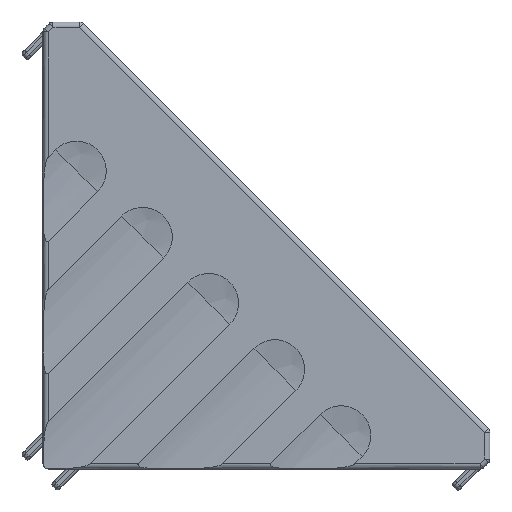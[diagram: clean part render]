
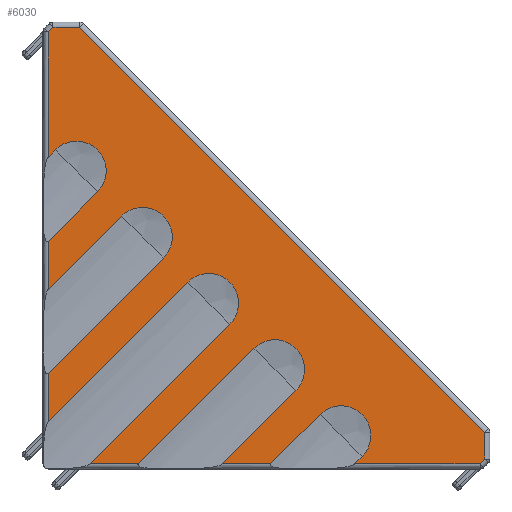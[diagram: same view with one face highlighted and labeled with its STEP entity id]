
A CAD part, left-side view. The second image highlights one B-rep face of the part: STEP entity #6030.
In plain terms, the highlighted planar face has unit normal (-1, 0, 0).
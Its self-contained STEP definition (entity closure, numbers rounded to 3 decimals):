
#4774=CARTESIAN_POINT('',(-88.0,-1.,9.08));
#4775=VERTEX_POINT('',#4774);
#4791=CARTESIAN_POINT('',(-88.0,-1.,18.376));
#4792=VERTEX_POINT('',#4791);
#4793=CARTESIAN_POINT('',(-88.0,-1.,18.376));
#4794=DIRECTION('',(0.0,0.0,-1.0));
#4795=VECTOR('',#4794,9.297);
#4796=LINE('',#4793,#4795);
#4797=EDGE_CURVE('',#4792,#4775,#4796,.T.);
#4799=CARTESIAN_POINT('',(-88.0,-1.,34.535));
#4800=VERTEX_POINT('',#4799);
#4837=CARTESIAN_POINT('',(-88.0,-1.,43.832));
#4838=VERTEX_POINT('',#4837);
#4839=CARTESIAN_POINT('',(-88.0,-1.,43.832));
#4840=DIRECTION('',(0.0,0.0,-1.0));
#4841=VECTOR('',#4840,9.297);
#4842=LINE('',#4839,#4841);
#4843=EDGE_CURVE('',#4838,#4800,#4842,.T.);
#4845=CARTESIAN_POINT('',(-88.0,-1.,59.991));
#4846=VERTEX_POINT('',#4845);
#4883=CARTESIAN_POINT('',(-88.0,-1.,84.086));
#4884=VERTEX_POINT('',#4883);
#4885=CARTESIAN_POINT('',(-88.0,-1.,59.991));
#4886=DIRECTION('',(0.0,0.0,1.0));
#4887=VECTOR('',#4886,24.094);
#4888=LINE('',#4885,#4887);
#4889=EDGE_CURVE('',#4846,#4884,#4888,.T.);
#5667=CARTESIAN_POINT('',(-88.0,-1.914,85.));
#5668=VERTEX_POINT('',#5667);
#5700=CARTESIAN_POINT('',(-88.0,-7.086,85.0));
#5701=VERTEX_POINT('',#5700);
#5732=CARTESIAN_POINT('',(-88.0,-1.914,85.));
#5733=DIRECTION('',(0.0,-1.0,0.0));
#5734=VECTOR('',#5733,5.172);
#5735=LINE('',#5732,#5734);
#5736=EDGE_CURVE('',#5668,#5701,#5735,.T.);
#5774=CARTESIAN_POINT('',(-88.0,-1.,84.086));
#5775=DIRECTION('',(0.0,-0.707,0.707));
#5776=VECTOR('',#5775,1.293);
#5777=LINE('',#5774,#5776);
#5778=EDGE_CURVE('',#4884,#5668,#5777,.T.);
#5821=CARTESIAN_POINT('',(-88.0,-10.485,53.317));
#5822=VERTEX_POINT('',#5821);
#5823=CARTESIAN_POINT('',(-88.0,-10.485,53.317));
#5824=DIRECTION('',(0.0,0.707,-0.707));
#5825=VECTOR('',#5824,13.413);
#5826=LINE('',#5823,#5825);
#5827=EDGE_CURVE('',#5822,#4838,#5826,.T.);
#5829=CARTESIAN_POINT('',(-88.0,-2.405,61.396));
#5830=VERTEX_POINT('',#5829);
#5838=CARTESIAN_POINT('',(-88.0,-1.,59.991));
#5839=DIRECTION('',(0.0,-0.707,0.707));
#5840=VECTOR('',#5839,1.987);
#5841=LINE('',#5838,#5840);
#5842=EDGE_CURVE('',#4846,#5830,#5841,.T.);
#5853=CARTESIAN_POINT('',(-88.0,-23.213,40.589));
#5854=VERTEX_POINT('',#5853);
#5855=CARTESIAN_POINT('',(-88.0,-23.213,40.589));
#5856=DIRECTION('',(0.0,0.707,-0.707));
#5857=VECTOR('',#5856,31.413);
#5858=LINE('',#5855,#5857);
#5859=EDGE_CURVE('',#5854,#4792,#5858,.T.);
#5861=CARTESIAN_POINT('',(-88.0,-15.133,48.668));
#5862=VERTEX_POINT('',#5861);
#5870=CARTESIAN_POINT('',(-88.0,-1.,34.535));
#5871=DIRECTION('',(0.0,-0.707,0.707));
#5872=VECTOR('',#5871,19.987);
#5873=LINE('',#5870,#5872);
#5874=EDGE_CURVE('',#4800,#5862,#5873,.T.);
#5879=CARTESIAN_POINT('',(-88.0,-43.913,4.279));
#5880=DIRECTION('',(1.0,0.0,0.0));
#5881=DIRECTION('',(0.0,0.0,-1.0));
#5882=AXIS2_PLACEMENT_3D('',#5879,#5880,#5881);
#5883=PLANE('',#5882);
#5884=CARTESIAN_POINT('',(-88.0,-85.0,7.086));
#5885=VERTEX_POINT('',#5884);
#5886=CARTESIAN_POINT('',(-88.0,-7.086,85.0));
#5887=DIRECTION('',(0.0,-0.707,-0.707));
#5888=VECTOR('',#5887,110.187);
#5889=LINE('',#5886,#5888);
#5890=EDGE_CURVE('',#5701,#5885,#5889,.T.);
#5891=ORIENTED_EDGE('',*,*,#5890,.F.);
#5892=ORIENTED_EDGE('',*,*,#5736,.F.);
#5893=ORIENTED_EDGE('',*,*,#5778,.F.);
#5894=ORIENTED_EDGE('',*,*,#4889,.F.);
#5895=ORIENTED_EDGE('',*,*,#5842,.T.);
#5896=CARTESIAN_POINT('',(-88.0,-6.445,57.357));
#5897=DIRECTION('',(1.0,0.0,0.0));
#5898=DIRECTION('',(0.0,0.0,-1.0));
#5899=AXIS2_PLACEMENT_3D('',#5896,#5897,#5898);
#5900=CIRCLE('',#5899,5.713);
#5901=EDGE_CURVE('',#5830,#5822,#5900,.T.);
#5902=ORIENTED_EDGE('',*,*,#5901,.T.);
#5903=ORIENTED_EDGE('',*,*,#5827,.T.);
#5904=ORIENTED_EDGE('',*,*,#4843,.T.);
#5905=ORIENTED_EDGE('',*,*,#5874,.T.);
#5906=CARTESIAN_POINT('',(-88.0,-19.173,44.629));
#5907=DIRECTION('',(1.0,0.0,0.0));
#5908=DIRECTION('',(0.0,0.0,-1.0));
#5909=AXIS2_PLACEMENT_3D('',#5906,#5907,#5908);
#5910=CIRCLE('',#5909,5.713);
#5911=EDGE_CURVE('',#5862,#5854,#5910,.T.);
#5912=ORIENTED_EDGE('',*,*,#5911,.T.);
#5913=ORIENTED_EDGE('',*,*,#5859,.T.);
#5914=ORIENTED_EDGE('',*,*,#4797,.T.);
#5915=CARTESIAN_POINT('',(-88.0,-27.861,35.941));
#5916=VERTEX_POINT('',#5915);
#5917=CARTESIAN_POINT('',(-88.0,-1.,9.08));
#5918=DIRECTION('',(0.0,-0.707,0.707));
#5919=VECTOR('',#5918,37.987);
#5920=LINE('',#5917,#5919);
#5921=EDGE_CURVE('',#4775,#5916,#5920,.T.);
#5922=ORIENTED_EDGE('',*,*,#5921,.T.);
#5923=CARTESIAN_POINT('',(-88.0,-35.941,27.861));
#5924=VERTEX_POINT('',#5923);
#5925=CARTESIAN_POINT('',(-88.0,-31.901,31.901));
#5926=DIRECTION('',(1.0,0.0,0.0));
#5927=DIRECTION('',(0.0,0.0,-1.0));
#5928=AXIS2_PLACEMENT_3D('',#5925,#5926,#5927);
#5929=CIRCLE('',#5928,5.713);
#5930=EDGE_CURVE('',#5916,#5924,#5929,.T.);
#5931=ORIENTED_EDGE('',*,*,#5930,.T.);
#5932=CARTESIAN_POINT('',(-88.0,-9.08,1.));
#5933=VERTEX_POINT('',#5932);
#5934=CARTESIAN_POINT('',(-88.0,-35.941,27.861));
#5935=DIRECTION('',(0.0,0.707,-0.707));
#5936=VECTOR('',#5935,37.987);
#5937=LINE('',#5934,#5936);
#5938=EDGE_CURVE('',#5924,#5933,#5937,.T.);
#5939=ORIENTED_EDGE('',*,*,#5938,.T.);
#5940=CARTESIAN_POINT('',(-88.0,-18.376,1.));
#5941=VERTEX_POINT('',#5940);
#5942=CARTESIAN_POINT('',(-88.0,-18.376,1.));
#5943=DIRECTION('',(0.0,1.0,0.0));
#5944=VECTOR('',#5943,9.297);
#5945=LINE('',#5942,#5944);
#5946=EDGE_CURVE('',#5941,#5933,#5945,.T.);
#5947=ORIENTED_EDGE('',*,*,#5946,.F.);
#5948=CARTESIAN_POINT('',(-88.0,-40.589,23.213));
#5949=VERTEX_POINT('',#5948);
#5950=CARTESIAN_POINT('',(-88.0,-18.376,1.));
#5951=DIRECTION('',(0.0,-0.707,0.707));
#5952=VECTOR('',#5951,31.413);
#5953=LINE('',#5950,#5952);
#5954=EDGE_CURVE('',#5941,#5949,#5953,.T.);
#5955=ORIENTED_EDGE('',*,*,#5954,.T.);
#5956=CARTESIAN_POINT('',(-88.0,-48.668,15.133));
#5957=VERTEX_POINT('',#5956);
#5958=CARTESIAN_POINT('',(-88.0,-44.629,19.173));
#5959=DIRECTION('',(1.0,0.0,0.0));
#5960=DIRECTION('',(0.0,0.0,-1.0));
#5961=AXIS2_PLACEMENT_3D('',#5958,#5959,#5960);
#5962=CIRCLE('',#5961,5.713);
#5963=EDGE_CURVE('',#5949,#5957,#5962,.T.);
#5964=ORIENTED_EDGE('',*,*,#5963,.T.);
#5965=CARTESIAN_POINT('',(-88.0,-34.535,1.));
#5966=VERTEX_POINT('',#5965);
#5967=CARTESIAN_POINT('',(-88.0,-48.668,15.133));
#5968=DIRECTION('',(0.0,0.707,-0.707));
#5969=VECTOR('',#5968,19.987);
#5970=LINE('',#5967,#5969);
#5971=EDGE_CURVE('',#5957,#5966,#5970,.T.);
#5972=ORIENTED_EDGE('',*,*,#5971,.T.);
#5973=CARTESIAN_POINT('',(-88.0,-43.832,1.));
#5974=VERTEX_POINT('',#5973);
#5975=CARTESIAN_POINT('',(-88.0,-43.832,1.));
#5976=DIRECTION('',(0.0,1.0,0.0));
#5977=VECTOR('',#5976,9.297);
#5978=LINE('',#5975,#5977);
#5979=EDGE_CURVE('',#5974,#5966,#5978,.T.);
#5980=ORIENTED_EDGE('',*,*,#5979,.F.);
#5981=CARTESIAN_POINT('',(-88.0,-53.317,10.485));
#5982=VERTEX_POINT('',#5981);
#5983=CARTESIAN_POINT('',(-88.0,-43.832,1.));
#5984=DIRECTION('',(0.0,-0.707,0.707));
#5985=VECTOR('',#5984,13.413);
#5986=LINE('',#5983,#5985);
#5987=EDGE_CURVE('',#5974,#5982,#5986,.T.);
#5988=ORIENTED_EDGE('',*,*,#5987,.T.);
#5989=CARTESIAN_POINT('',(-88.0,-61.396,2.405));
#5990=VERTEX_POINT('',#5989);
#5991=CARTESIAN_POINT('',(-88.0,-57.357,6.445));
#5992=DIRECTION('',(1.0,0.0,0.0));
#5993=DIRECTION('',(0.0,0.0,-1.0));
#5994=AXIS2_PLACEMENT_3D('',#5991,#5992,#5993);
#5995=CIRCLE('',#5994,5.713);
#5996=EDGE_CURVE('',#5982,#5990,#5995,.T.);
#5997=ORIENTED_EDGE('',*,*,#5996,.T.);
#5998=CARTESIAN_POINT('',(-88.0,-59.991,1.));
#5999=VERTEX_POINT('',#5998);
#6000=CARTESIAN_POINT('',(-88.0,-61.396,2.405));
#6001=DIRECTION('',(0.0,0.707,-0.707));
#6002=VECTOR('',#6001,1.987);
#6003=LINE('',#6000,#6002);
#6004=EDGE_CURVE('',#5990,#5999,#6003,.T.);
#6005=ORIENTED_EDGE('',*,*,#6004,.T.);
#6006=CARTESIAN_POINT('',(-88.0,-84.086,1.));
#6007=VERTEX_POINT('',#6006);
#6008=CARTESIAN_POINT('',(-88.0,-84.086,1.));
#6009=DIRECTION('',(0.0,1.0,0.0));
#6010=VECTOR('',#6009,24.094);
#6011=LINE('',#6008,#6010);
#6012=EDGE_CURVE('',#6007,#5999,#6011,.T.);
#6013=ORIENTED_EDGE('',*,*,#6012,.F.);
#6014=CARTESIAN_POINT('',(-88.0,-85.,1.914));
#6015=VERTEX_POINT('',#6014);
#6016=CARTESIAN_POINT('',(-88.0,-85.,1.914));
#6017=DIRECTION('',(0.0,0.707,-0.707));
#6018=VECTOR('',#6017,1.293);
#6019=LINE('',#6016,#6018);
#6020=EDGE_CURVE('',#6015,#6007,#6019,.T.);
#6021=ORIENTED_EDGE('',*,*,#6020,.F.);
#6022=CARTESIAN_POINT('',(-88.0,-85.0,7.086));
#6023=DIRECTION('',(0.0,0.0,-1.0));
#6024=VECTOR('',#6023,5.172);
#6025=LINE('',#6022,#6024);
#6026=EDGE_CURVE('',#5885,#6015,#6025,.T.);
#6027=ORIENTED_EDGE('',*,*,#6026,.F.);
#6028=EDGE_LOOP('',(#5891,#5892,#5893,#5894,#5895,#5902,#5903,#5904,#5905,#5912,#5913,#5914,#5922,#5931,#5939,#5947,#5955,#5964,#5972,#5980,#5988,#5997,#6005,#6013,#6021,#6027));
#6029=FACE_OUTER_BOUND('',#6028,.T.);
#6030=ADVANCED_FACE('',(#6029),#5883,.F.);
